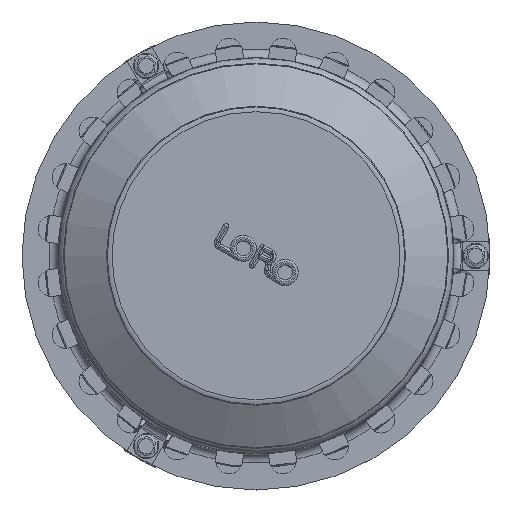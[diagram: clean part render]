
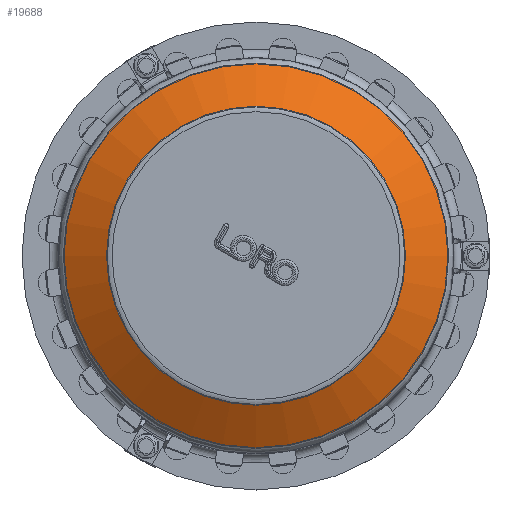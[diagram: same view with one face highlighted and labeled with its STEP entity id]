
A CAD part, top view. The second image highlights one B-rep face of the part: STEP entity #19688.
In plain terms, the highlighted conical face has half-angle 59.744 degrees and reference radius 950.301 mm.
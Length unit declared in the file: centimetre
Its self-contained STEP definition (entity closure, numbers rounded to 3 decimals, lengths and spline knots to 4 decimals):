
#394=CONICAL_SURFACE('',#21272,95.0301,1.043);
#1450=CIRCLE('',#21269,83.0464);
#1452=CIRCLE('',#21271,83.0464);
#1453=CIRCLE('',#21273,107.0137);
#1454=CIRCLE('',#21274,107.0137);
#3158=FACE_OUTER_BOUND('',#4444,.T.);
#4444=EDGE_LOOP('',(#14645,#14646,#14647,#14648,#14649,#14650));
#5962=LINE('',#37227,#7038);
#7038=VECTOR('',#24699,95.0301);
#8812=VERTEX_POINT('',#37217);
#8813=VERTEX_POINT('',#37218);
#8814=VERTEX_POINT('',#37223);
#8815=VERTEX_POINT('',#37224);
#10970=EDGE_CURVE('',#8812,#8813,#1450,.T.);
#10972=EDGE_CURVE('',#8813,#8812,#1452,.T.);
#10973=EDGE_CURVE('',#8814,#8815,#1453,.T.);
#10974=EDGE_CURVE('',#8815,#8814,#1454,.T.);
#10975=EDGE_CURVE('',#8815,#8813,#5962,.T.);
#14645=ORIENTED_EDGE('',*,*,#10973,.F.);
#14646=ORIENTED_EDGE('',*,*,#10974,.F.);
#14647=ORIENTED_EDGE('',*,*,#10975,.T.);
#14648=ORIENTED_EDGE('',*,*,#10972,.T.);
#14649=ORIENTED_EDGE('',*,*,#10970,.T.);
#14650=ORIENTED_EDGE('',*,*,#10975,.F.);
#19688=ADVANCED_FACE('',(#3158),#394,.T.);
#21269=AXIS2_PLACEMENT_3D('',#37219,#24687,#24688);
#21271=AXIS2_PLACEMENT_3D('',#37221,#24691,#24692);
#21272=AXIS2_PLACEMENT_3D('',#37222,#24693,#24694);
#21273=AXIS2_PLACEMENT_3D('',#37225,#24695,#24696);
#21274=AXIS2_PLACEMENT_3D('',#37226,#24697,#24698);
#24687=DIRECTION('center_axis',(0.,0.,
-1.));
#24688=DIRECTION('ref_axis',(1.,0.,0.));
#24691=DIRECTION('center_axis',(0.,0.,
-1.));
#24692=DIRECTION('ref_axis',(1.,0.,0.));
#24693=DIRECTION('center_axis',(0.,0.,
-1.));
#24694=DIRECTION('ref_axis',(-1.,0.,0.));
#24695=DIRECTION('center_axis',(0.,0.,
-1.));
#24696=DIRECTION('ref_axis',(1.,0.,0.));
#24697=DIRECTION('center_axis',(0.,0.,
-1.));
#24698=DIRECTION('ref_axis',(1.,0.,0.));
#24699=DIRECTION('',(-0.864,0.,0.504));
#37217=CARTESIAN_POINT('',(0.,-83.0464,89.1691));
#37218=CARTESIAN_POINT('',(83.0464,0.,89.1691));
#37219=CARTESIAN_POINT('Origin',(0.,0.,
89.1691));
#37221=CARTESIAN_POINT('Origin',(0.,0.,
89.1691));
#37222=CARTESIAN_POINT('Origin',(0.,0.,
82.1786));
#37223=CARTESIAN_POINT('',(0.,-107.0137,75.1881));
#37224=CARTESIAN_POINT('',(107.0137,0.,75.1881));
#37225=CARTESIAN_POINT('Origin',(0.,0.,
75.1881));
#37226=CARTESIAN_POINT('Origin',(0.,0.,
75.1881));
#37227=CARTESIAN_POINT('',(95.0301,0.,82.1786));
